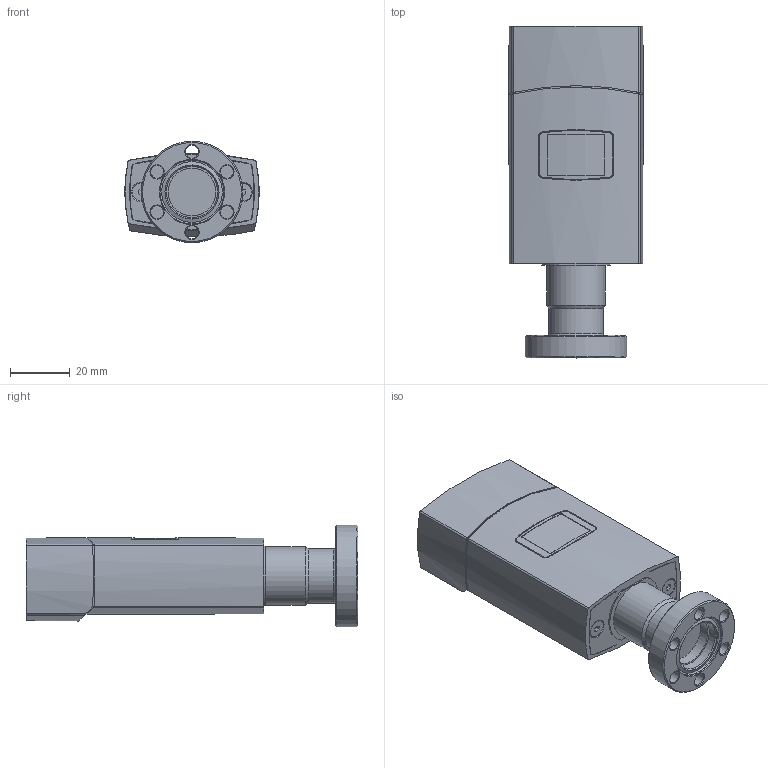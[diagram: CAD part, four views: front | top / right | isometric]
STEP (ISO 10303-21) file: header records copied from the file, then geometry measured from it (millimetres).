
FILE_DESCRIPTION((''),'2;1');
FILE_NAME('MPCG55x_FCC_16CF.stp','2013-04-04T07:45:07',('BEM'),(''),'Autodesk Inventor 2012','Autodesk Inventor 2012','');
FILE_SCHEMA(('AUTOMOTIVE_DESIGN { 1 0 10303 214 1 1 1 1 }'));
Length unit declared in the file: millimetre
Products named in the file (1): Bauteil17
Bounding box: 45 x 111.2 x 34 mm (x, y, z)
Volume: 29020.6 mm3; surface area: 37119.6 mm2
Topology: 2 solids, 2 shells, 640 faces, 1738 edges, 1134 vertices
Faces by surface type: plane 294, cylinder 271, cone 58, bspline 10, torus 7
Full cylindrical faces by diameter (mm): 0.9 x8, 1.1 x2, 1.3 x5, 2.4 x1, 2.6 x5, 2.8 x3, 2.9 x3, 3 x3, 3.2 x3, 3.4 x3, 3.6 x2, 4 x2, 4.3 x6, 6 x2, 16 x2, 17.2 x1, 18 x1, 18.2 x1, 19 x1, 19.5 x1, 34 x1
Entity records: 21518 total; most frequent: CARTESIAN_POINT 4969, ORIENTED_EDGE 3252, DIRECTION 3208, EDGE_CURVE 1626, AXIS2_PLACEMENT_3D 1164, VERTEX_POINT 1119, VECTOR 880, LINE 880
